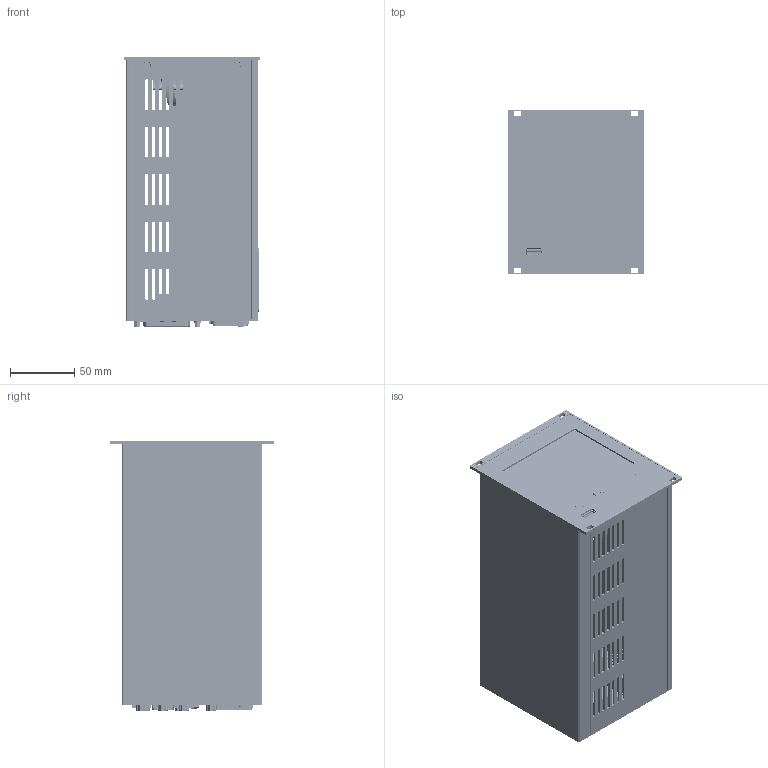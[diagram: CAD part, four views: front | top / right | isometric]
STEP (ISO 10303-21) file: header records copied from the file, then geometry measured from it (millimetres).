
FILE_DESCRIPTION(/* description */ (''),/* implementation_level */ '2;1');
FILE_NAME(/* name */ 'VGC_503.stp',/* time_stamp */ '2015-05-04T10:47:06+02:00',/* author */ ('bem'),/* organization */ (''),/* preprocessor_version */ 'ST-DEVELOPER v15.2',/* originating_system */ 'Autodesk Inventor 2014',/* authorisation */ '');
FILE_SCHEMA (('AUTOMOTIVE_DESIGN { 1 0 10303 214 3 1 1 }'));
Products named in the file (1): Bauteil11
Bounding box: 106.2 x 128.5 x 211.1 mm (x, y, z)
Volume: 18683.6 mm3; surface area: 302709.1 mm2
Topology: 11 solids, 12 shells, 6283 faces, 17485 edges, 11407 vertices
Faces by surface type: plane 3494, cylinder 1930, bspline 527, torus 149, cone 113, sphere 70
Full cylindrical faces by diameter (mm): 0.4 x5, 0.403 x4, 0.46 x24, 0.6 x9, 0.8 x8, 0.84 x9, 1.04 x18, 1.05 x2, 1.14 x9, 1.143 x70, 1.333 x70, 1.4 x5, 2.095 x70, 2.261 x10, 2.3 x1, 2.75 x3, 2.8 x10, 3 x5, 3.1 x2, 3.2 x2, 3.239 x4, 3.25 x2, 3.3 x11, 3.5 x3, 4 x1, 5.4 x1, 5.6 x13, 6 x13, 8 x1
Entity records: 229382 total; most frequent: CARTESIAN_POINT 63514, ORIENTED_EDGE 33858, DIRECTION 31654, EDGE_CURVE 16926, VERTEX_POINT 11378, LINE 10908, VECTOR 10908, AXIS2_PLACEMENT_3D 10373
